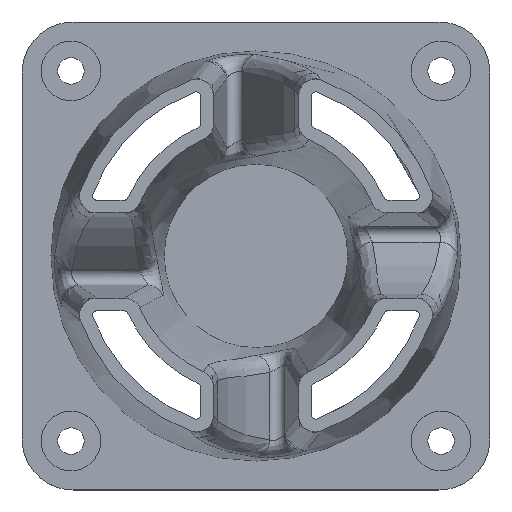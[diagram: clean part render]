
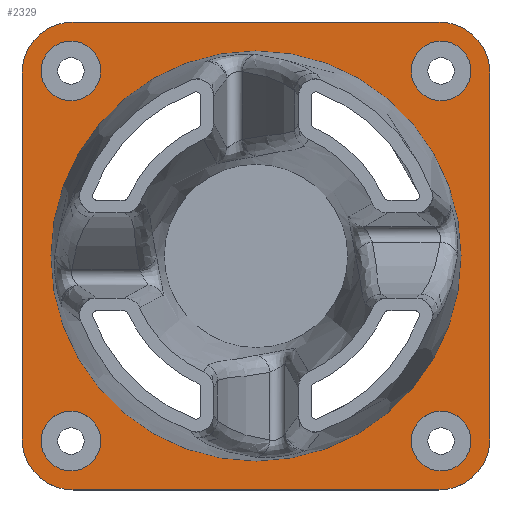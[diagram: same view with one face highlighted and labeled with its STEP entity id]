
A CAD part, top view. The second image highlights one B-rep face of the part: STEP entity #2329.
In plain terms, the highlighted planar face has unit normal (0, 0, 1).
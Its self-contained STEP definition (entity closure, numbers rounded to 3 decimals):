
#326=FACE_BOUND('',#640,.T.);
#327=FACE_BOUND('',#641,.T.);
#328=FACE_BOUND('',#642,.T.);
#329=FACE_BOUND('',#643,.T.);
#330=FACE_BOUND('',#644,.T.);
#363=PLANE('',#2475);
#494=FACE_OUTER_BOUND('',#639,.T.);
#639=EDGE_LOOP('',(#2157,#2158,#2159,#2160,#2161,#2162,#2163,#2164));
#640=EDGE_LOOP('',(#2165));
#641=EDGE_LOOP('',(#2166));
#642=EDGE_LOOP('',(#2167));
#643=EDGE_LOOP('',(#2168));
#644=EDGE_LOOP('',(#2169));
#649=LINE('',#2826,#718);
#655=LINE('',#2856,#724);
#658=LINE('',#2865,#727);
#713=LINE('',#8115,#782);
#718=VECTOR('',#2490,10.);
#724=VECTOR('',#2520,10.);
#727=VECTOR('',#2529,10.);
#782=VECTOR('',#2808,10.);
#784=CIRCLE('',#2346,6.);
#793=CIRCLE('',#2358,6.);
#794=CIRCLE('',#2361,6.);
#795=CIRCLE('',#2364,6.);
#821=CIRCLE('',#2420,24.098);
#838=CIRCLE('',#2454,3.5);
#841=CIRCLE('',#2460,3.5);
#844=CIRCLE('',#2466,3.5);
#847=CIRCLE('',#2472,3.5);
#850=VERTEX_POINT('',#2816);
#851=VERTEX_POINT('',#2818);
#853=VERTEX_POINT('',#2824);
#864=VERTEX_POINT('',#2850);
#865=VERTEX_POINT('',#2854);
#866=VERTEX_POINT('',#2858);
#867=VERTEX_POINT('',#2859);
#868=VERTEX_POINT('',#2864);
#1019=VERTEX_POINT('',#6332);
#1074=VERTEX_POINT('',#8076);
#1077=VERTEX_POINT('',#8087);
#1080=VERTEX_POINT('',#8098);
#1083=VERTEX_POINT('',#8109);
#1086=EDGE_CURVE('',#850,#851,#784,.T.);
#1090=EDGE_CURVE('',#850,#853,#649,.T.);
#1102=EDGE_CURVE('',#864,#853,#793,.T.);
#1105=EDGE_CURVE('',#864,#865,#655,.T.);
#1106=EDGE_CURVE('',#866,#867,#794,.T.);
#1109=EDGE_CURVE('',#868,#867,#658,.T.);
#1111=EDGE_CURVE('',#868,#865,#795,.T.);
#1333=EDGE_CURVE('',#1019,#1019,#821,.T.);
#1427=EDGE_CURVE('',#1074,#1074,#838,.T.);
#1432=EDGE_CURVE('',#1077,#1077,#841,.T.);
#1437=EDGE_CURVE('',#1080,#1080,#844,.T.);
#1442=EDGE_CURVE('',#1083,#1083,#847,.T.);
#1445=EDGE_CURVE('',#866,#851,#713,.T.);
#2157=ORIENTED_EDGE('',*,*,#1086,.F.);
#2158=ORIENTED_EDGE('',*,*,#1090,.T.);
#2159=ORIENTED_EDGE('',*,*,#1102,.F.);
#2160=ORIENTED_EDGE('',*,*,#1105,.T.);
#2161=ORIENTED_EDGE('',*,*,#1111,.F.);
#2162=ORIENTED_EDGE('',*,*,#1109,.T.);
#2163=ORIENTED_EDGE('',*,*,#1106,.F.);
#2164=ORIENTED_EDGE('',*,*,#1445,.T.);
#2165=ORIENTED_EDGE('',*,*,#1333,.T.);
#2166=ORIENTED_EDGE('',*,*,#1427,.T.);
#2167=ORIENTED_EDGE('',*,*,#1432,.T.);
#2168=ORIENTED_EDGE('',*,*,#1437,.T.);
#2169=ORIENTED_EDGE('',*,*,#1442,.T.);
#2329=ADVANCED_FACE('',(#494,#326,#327,#328,#329,#330),#363,.T.);
#2346=AXIS2_PLACEMENT_3D('',#2819,#2483,#2484);
#2358=AXIS2_PLACEMENT_3D('',#2851,#2514,#2515);
#2361=AXIS2_PLACEMENT_3D('',#2860,#2523,#2524);
#2364=AXIS2_PLACEMENT_3D('',#2868,#2533,#2534);
#2420=AXIS2_PLACEMENT_3D('',#6333,#2676,#2677);
#2454=AXIS2_PLACEMENT_3D('',#8077,#2758,#2759);
#2460=AXIS2_PLACEMENT_3D('',#8088,#2772,#2773);
#2466=AXIS2_PLACEMENT_3D('',#8099,#2786,#2787);
#2472=AXIS2_PLACEMENT_3D('',#8110,#2800,#2801);
#2475=AXIS2_PLACEMENT_3D('',#8116,#2809,#2810);
#2483=DIRECTION('center_axis',(0.,0.,-1.));
#2484=DIRECTION('ref_axis',(0.707,-0.707,0.));
#2490=DIRECTION('',(0.,1.,0.));
#2514=DIRECTION('center_axis',(0.,0.,-1.));
#2515=DIRECTION('ref_axis',(0.707,0.707,0.));
#2520=DIRECTION('',(-1.,0.,0.));
#2523=DIRECTION('center_axis',(0.,0.,-1.));
#2524=DIRECTION('ref_axis',(-0.707,-0.707,0.));
#2529=DIRECTION('',(0.,-1.,0.));
#2533=DIRECTION('center_axis',(0.,0.,-1.));
#2534=DIRECTION('ref_axis',(-0.707,0.707,0.));
#2676=DIRECTION('center_axis',(0.,0.,-1.));
#2677=DIRECTION('ref_axis',(1.,0.,0.));
#2758=DIRECTION('center_axis',(0.,0.,-1.));
#2759=DIRECTION('ref_axis',(1.,0.,0.));
#2772=DIRECTION('center_axis',(0.,0.,-1.));
#2773=DIRECTION('ref_axis',(1.,0.,0.));
#2786=DIRECTION('center_axis',(0.,0.,-1.));
#2787=DIRECTION('ref_axis',(1.,0.,0.));
#2800=DIRECTION('center_axis',(0.,0.,-1.));
#2801=DIRECTION('ref_axis',(1.,0.,0.));
#2808=DIRECTION('',(1.,0.,0.));
#2809=DIRECTION('center_axis',(0.,0.,1.));
#2810=DIRECTION('ref_axis',(1.,0.,0.));
#2816=CARTESIAN_POINT('',(27.5,-21.5,1.5));
#2818=CARTESIAN_POINT('',(21.5,-27.5,1.5));
#2819=CARTESIAN_POINT('Origin',(21.5,-21.5,1.5));
#2824=CARTESIAN_POINT('',(27.5,21.5,1.5));
#2826=CARTESIAN_POINT('',(27.5,-27.5,1.5));
#2850=CARTESIAN_POINT('',(21.5,27.5,1.5));
#2851=CARTESIAN_POINT('Origin',(21.5,21.5,1.5));
#2854=CARTESIAN_POINT('',(-21.5,27.5,1.5));
#2856=CARTESIAN_POINT('',(27.5,27.5,1.5));
#2858=CARTESIAN_POINT('',(-21.5,-27.5,1.5));
#2859=CARTESIAN_POINT('',(-27.5,-21.5,1.5));
#2860=CARTESIAN_POINT('Origin',(-21.5,-21.5,1.5));
#2864=CARTESIAN_POINT('',(-27.5,21.5,1.5));
#2865=CARTESIAN_POINT('',(-27.5,27.5,1.5));
#2868=CARTESIAN_POINT('Origin',(-21.5,21.5,1.5));
#6332=CARTESIAN_POINT('',(-24.098,0.,1.5));
#6333=CARTESIAN_POINT('Origin',(0.,0.,1.5));
#8076=CARTESIAN_POINT('',(18.25,-21.75,1.5));
#8077=CARTESIAN_POINT('Origin',(21.75,-21.75,1.5));
#8087=CARTESIAN_POINT('',(-25.25,21.75,1.5));
#8088=CARTESIAN_POINT('Origin',(-21.75,21.75,1.5));
#8098=CARTESIAN_POINT('',(-25.25,-21.75,1.5));
#8099=CARTESIAN_POINT('Origin',(-21.75,-21.75,1.5));
#8109=CARTESIAN_POINT('',(18.25,21.75,1.5));
#8110=CARTESIAN_POINT('Origin',(21.75,21.75,1.5));
#8115=CARTESIAN_POINT('',(-27.5,-27.5,1.5));
#8116=CARTESIAN_POINT('Origin',(0.,0.,1.5));
